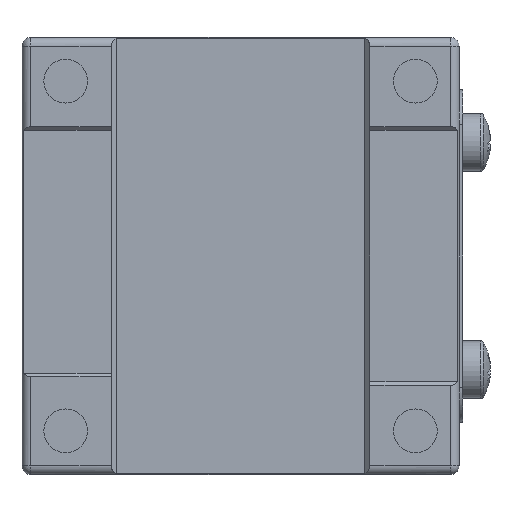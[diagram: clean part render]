
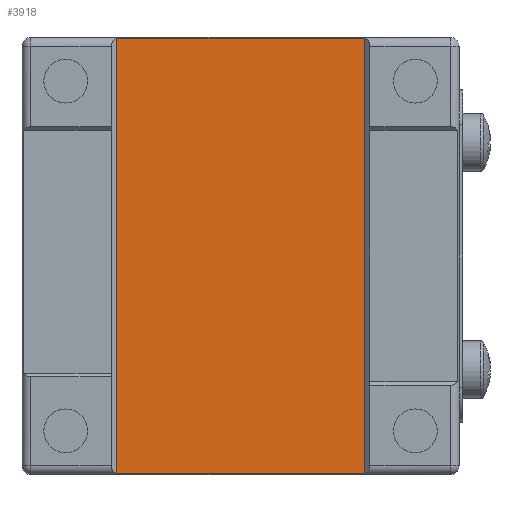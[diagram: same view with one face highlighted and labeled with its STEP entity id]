
A CAD part, front view. The second image highlights one B-rep face of the part: STEP entity #3918.
In plain terms, the highlighted planar face has unit normal (0, -1, 0).
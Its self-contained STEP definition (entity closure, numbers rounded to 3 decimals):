
#85=PLANE('',#4302);
#390=FACE_OUTER_BOUND('',#636,.T.);
#636=EDGE_LOOP('',(#2957,#2958,#2959,#2960));
#918=LINE('',#6291,#1242);
#919=LINE('',#6293,#1243);
#920=LINE('',#6295,#1244);
#921=LINE('',#6296,#1245);
#1242=VECTOR('',#5042,1000.);
#1243=VECTOR('',#5043,1000.);
#1244=VECTOR('',#5044,1000.);
#1245=VECTOR('',#5045,1000.);
#1831=VERTEX_POINT('',#6289);
#1832=VERTEX_POINT('',#6290);
#1833=VERTEX_POINT('',#6292);
#1834=VERTEX_POINT('',#6294);
#2256=EDGE_CURVE('',#1831,#1832,#918,.T.);
#2257=EDGE_CURVE('',#1831,#1833,#919,.T.);
#2258=EDGE_CURVE('',#1833,#1834,#920,.T.);
#2259=EDGE_CURVE('',#1834,#1832,#921,.T.);
#2957=ORIENTED_EDGE('',*,*,#2256,.F.);
#2958=ORIENTED_EDGE('',*,*,#2257,.T.);
#2959=ORIENTED_EDGE('',*,*,#2258,.T.);
#2960=ORIENTED_EDGE('',*,*,#2259,.T.);
#3918=ADVANCED_FACE('',(#390),#85,.F.);
#4302=AXIS2_PLACEMENT_3D('',#6288,#5040,#5041);
#5040=DIRECTION('center_axis',(0.,1.,0.));
#5041=DIRECTION('ref_axis',(-1.,0.,0.));
#5042=DIRECTION('',(0.,0.,1.));
#5043=DIRECTION('',(1.,0.,0.));
#5044=DIRECTION('',(0.,0.,1.));
#5045=DIRECTION('',(-1.,0.,0.));
#6288=CARTESIAN_POINT('Origin',(-7.1,0.3,-12.5));
#6289=CARTESIAN_POINT('',(-7.1,0.3,-12.458));
#6290=CARTESIAN_POINT('',(-7.1,0.3,12.458));
#6291=CARTESIAN_POINT('',(-7.1,0.3,-12.5));
#6292=CARTESIAN_POINT('',(7.1,0.3,-12.458));
#6293=CARTESIAN_POINT('',(-7.1,0.3,-12.458));
#6294=CARTESIAN_POINT('',(7.1,0.3,12.458));
#6295=CARTESIAN_POINT('',(7.1,0.3,-12.5));
#6296=CARTESIAN_POINT('',(7.1,0.3,12.458));
